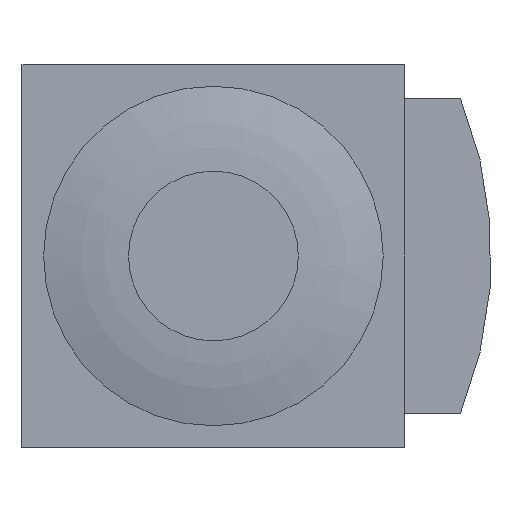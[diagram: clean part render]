
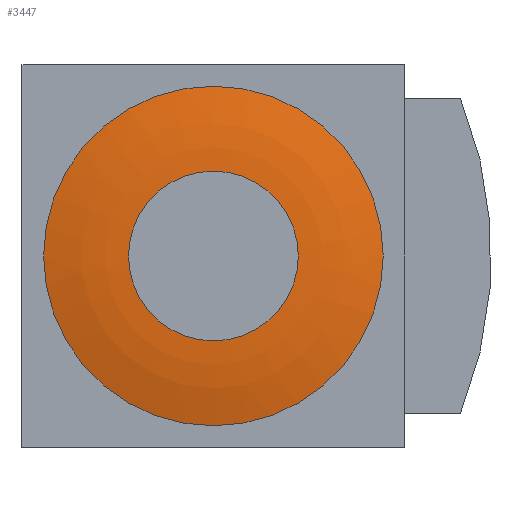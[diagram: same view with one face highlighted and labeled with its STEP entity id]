
A CAD part, front view. The second image highlights one B-rep face of the part: STEP entity #3447.
In plain terms, the highlighted toroidal (fillet/blend) face has major radius 12.047 mm and minor radius 60 mm.
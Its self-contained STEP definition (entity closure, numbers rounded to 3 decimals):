
#25=DEGENERATE_TOROIDAL_SURFACE('',#3708,12.047,60.,
 .T.);
#1047=CIRCLE('',#3707,27.5);
#1048=CIRCLE('',#3709,13.75);
#1934=ORIENTED_EDGE('',*,*,#2489,.F.);
#1935=ORIENTED_EDGE('',*,*,#2490,.F.);
#2489=EDGE_CURVE('',#2826,#2826,#1047,.T.);
#2490=EDGE_CURVE('',#2827,#2827,#1048,.T.);
#2826=VERTEX_POINT('',#5638);
#2827=VERTEX_POINT('',#5641);
#3021=EDGE_LOOP('',(#1934));
#3022=EDGE_LOOP('',(#1935));
#3228=FACE_BOUND('',#3021,.T.);
#3229=FACE_BOUND('',#3022,.T.);
#3447=ADVANCED_FACE('',(#3228,#3229),#25,.T.);
#3707=AXIS2_PLACEMENT_3D('',#5637,#4588,#4589);
#3708=AXIS2_PLACEMENT_3D('',#5639,#4590,#4591);
#3709=AXIS2_PLACEMENT_3D('',#5640,#4592,#4593);
#4588=DIRECTION('',(0.,1.,0.));
#4589=DIRECTION('',(1.,0.,0.));
#4590=DIRECTION('',(0.,-1.,0.));
#4591=DIRECTION('',(0.,0.,-1.));
#4592=DIRECTION('',(0.,-1.,0.));
#4593=DIRECTION('',(0.,0.,-1.));
#5637=CARTESIAN_POINT('',(0.,-431.,0.));
#5638=CARTESIAN_POINT('',(27.5,-431.,0.));
#5639=CARTESIAN_POINT('',(0.,-373.024,0.));
#5640=CARTESIAN_POINT('',(0.,-433.,0.));
#5641=CARTESIAN_POINT('',(0.,-433.,-13.75));
